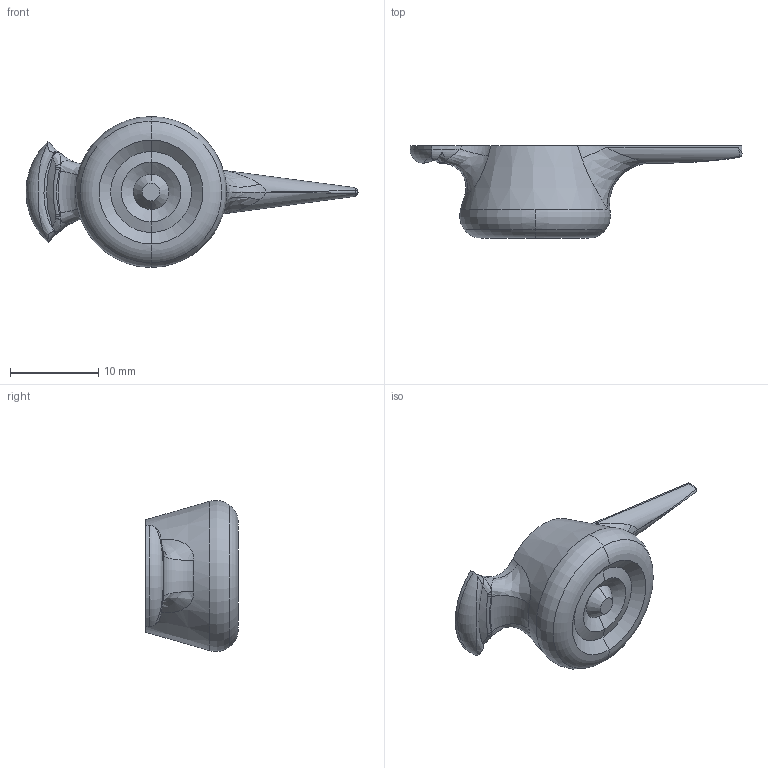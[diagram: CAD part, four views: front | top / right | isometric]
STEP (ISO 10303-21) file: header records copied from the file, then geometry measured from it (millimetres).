
FILE_DESCRIPTION((''),'2;1');
FILE_NAME('FREQUENCY6-05','2024-11-20T21:29:53',('Sarah'),(''),'CREO PARAMETRIC BY PTC INC, 2022073','CREO PARAMETRIC BY PTC INC, 2022073','');
FILE_SCHEMA(('CONFIG_CONTROL_DESIGN'));
Length unit declared in the file: millimetre
Products named in the file (1): FREQUENCY6-05
Bounding box: 37.52 x 10.46 x 17.07 mm (x, y, z)
Volume: 1873.8 mm3; surface area: 1241.4 mm2
Topology: 1 solids, 1 shells, 59 faces, 152 edges, 93 vertices
Faces by surface type: bspline 21, cone 13, torus 11, cylinder 8, plane 6
Entity records: 3197 total; most frequent: CARTESIAN_POINT 1922, ORIENTED_EDGE 298, DIRECTION 208, EDGE_CURVE 149, AXIS2_PLACEMENT_3D 94, VERTEX_POINT 93, B_SPLINE_CURVE_WITH_KNOTS 73, EDGE_LOOP 60
